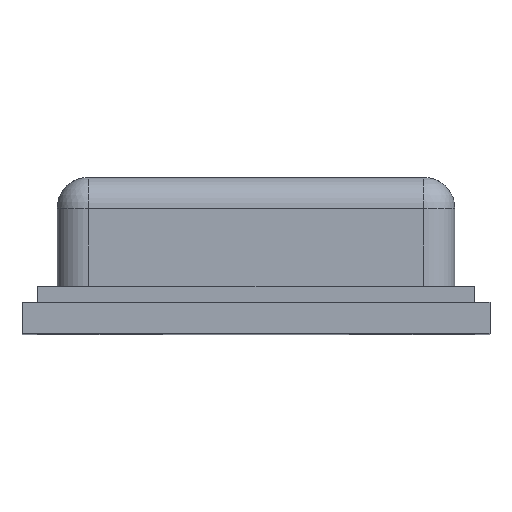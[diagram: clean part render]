
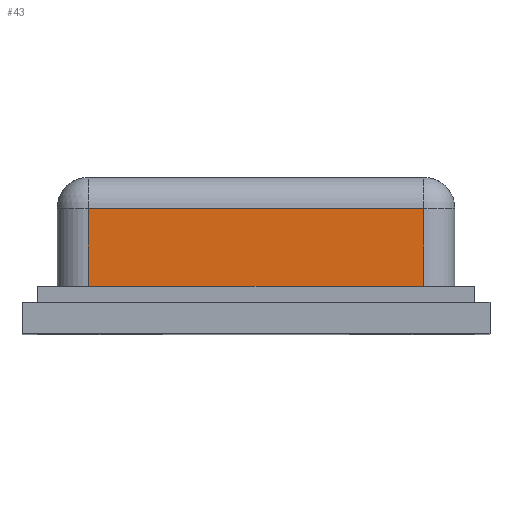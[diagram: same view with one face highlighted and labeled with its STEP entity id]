
A CAD part, top view. The second image highlights one B-rep face of the part: STEP entity #43.
In plain terms, the highlighted planar face has unit normal (0, 0, 1).
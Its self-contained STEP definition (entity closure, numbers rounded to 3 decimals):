
#16 = ORIENTED_EDGE ( 'NONE', *, *, #2076, .T. ) ;
#43 = ADVANCED_FACE ( 'NONE', ( #716 ), #68, .F. ) ;
#68 = PLANE ( 'NONE',  #2060 ) ;
#304 = EDGE_CURVE ( 'NONE', #1382, #2069, #2940, .T. ) ;
#624 = VECTOR ( 'NONE', #1224, 1000. ) ;
#625 = VERTEX_POINT ( 'NONE', #3369 ) ;
#716 = FACE_OUTER_BOUND ( 'NONE', #1735, .T. ) ;
#1224 = DIRECTION ( 'NONE',  ( 0., -1., 0. ) ) ;
#1382 = VERTEX_POINT ( 'NONE', #3473 ) ;
#1482 = CARTESIAN_POINT ( 'NONE',  ( -1.075, 1., 2.275 ) ) ;
#1500 = VERTEX_POINT ( 'NONE', #1522 ) ;
#1522 = CARTESIAN_POINT ( 'NONE',  ( -1.075, 0.3, 2.275 ) ) ;
#1735 = EDGE_LOOP ( 'NONE', ( #16, #1983, #1802, #2911 ) ) ;
#1797 = DIRECTION ( 'NONE',  ( -1., 0., 0. ) ) ;
#1802 = ORIENTED_EDGE ( 'NONE', *, *, #2587, .T. ) ;
#1968 = CARTESIAN_POINT ( 'NONE',  ( 1.075, 1., 2.275 ) ) ;
#1983 = ORIENTED_EDGE ( 'NONE', *, *, #3877, .T. ) ;
#2060 = AXIS2_PLACEMENT_3D ( 'NONE', #3404, #3053, #3358 ) ;
#2069 = VERTEX_POINT ( 'NONE', #3094 ) ;
#2076 = EDGE_CURVE ( 'NONE', #2069, #625, #4122, .T. ) ;
#2196 = CARTESIAN_POINT ( 'NONE',  ( -1.275, 0.3, 2.275 ) ) ;
#2356 = VECTOR ( 'NONE', #1797, 1000. ) ;
#2475 = VECTOR ( 'NONE', #2835, 1000. ) ;
#2587 = EDGE_CURVE ( 'NONE', #1500, #1382, #3866, .T. ) ;
#2835 = DIRECTION ( 'NONE',  ( 1., 0., 0. ) ) ;
#2863 = LINE ( 'NONE', #1482, #624 ) ;
#2911 = ORIENTED_EDGE ( 'NONE', *, *, #304, .T. ) ;
#2938 = VECTOR ( 'NONE', #3312, 1000. ) ;
#2940 = LINE ( 'NONE', #1968, #2938 ) ;
#3053 = DIRECTION ( 'NONE',  ( 0., 0., -1. ) ) ;
#3094 = CARTESIAN_POINT ( 'NONE',  ( 1.075, 0.8, 2.275 ) ) ;
#3133 = CARTESIAN_POINT ( 'NONE',  ( -1.275, 0.8, 2.275 ) ) ;
#3312 = DIRECTION ( 'NONE',  ( 0., 1., 0. ) ) ;
#3358 = DIRECTION ( 'NONE',  ( -1., 0., 0. ) ) ;
#3369 = CARTESIAN_POINT ( 'NONE',  ( -1.075, 0.8, 2.275 ) ) ;
#3404 = CARTESIAN_POINT ( 'NONE',  ( -1.275, 1., 2.275 ) ) ;
#3473 = CARTESIAN_POINT ( 'NONE',  ( 1.075, 0.3, 2.275 ) ) ;
#3866 = LINE ( 'NONE', #2196, #2475 ) ;
#3877 = EDGE_CURVE ( 'NONE', #625, #1500, #2863, .T. ) ;
#4122 = LINE ( 'NONE', #3133, #2356 ) ;
